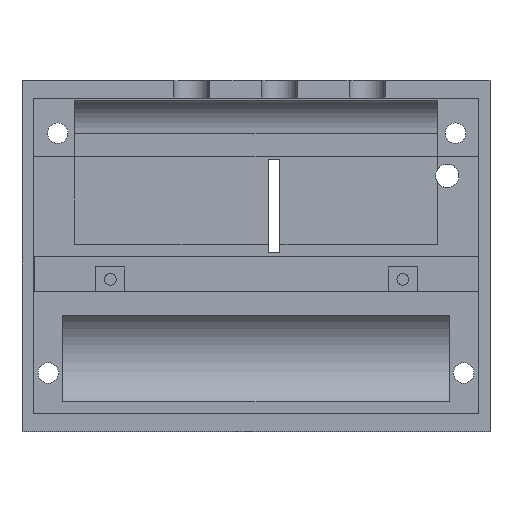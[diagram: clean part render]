
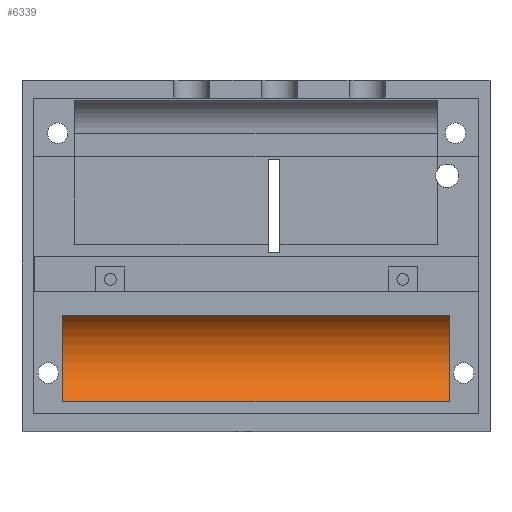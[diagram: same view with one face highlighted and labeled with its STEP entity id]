
A CAD part, top view. The second image highlights one B-rep face of the part: STEP entity #6339.
In plain terms, the highlighted cylindrical face has radius 9.5 mm (diameter 19 mm), a partial arc.
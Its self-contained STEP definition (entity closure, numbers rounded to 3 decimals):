
#2880 = PLANE('',#2881);
#2881 = AXIS2_PLACEMENT_3D('',#2882,#2883,#2884);
#2882 = CARTESIAN_POINT('',(40.,30.,-6.));
#2883 = DIRECTION('',(0.,0.,1.));
#2884 = DIRECTION('',(1.,0.,0.));
#5067 = VERTEX_POINT('',#5068);
#5068 = CARTESIAN_POINT('',(7.,19.865,-6.));
#5069 = VERTEX_POINT('',#5070);
#5070 = CARTESIAN_POINT('',(7.,5.135,-6.));
#5084 = PLANE('',#5085);
#5085 = AXIS2_PLACEMENT_3D('',#5086,#5087,#5088);
#5086 = CARTESIAN_POINT('',(7.,12.5,0.));
#5087 = DIRECTION('',(1.,0.,0.));
#5088 = DIRECTION('',(0.,1.,0.));
#5096 = EDGE_CURVE('',#5067,#5097,#5099,.T.);
#5097 = VERTEX_POINT('',#5098);
#5098 = CARTESIAN_POINT('',(73.,19.865,-6.));
#5099 = SURFACE_CURVE('',#5100,(#5104,#5111),.PCURVE_S1.);
#5100 = LINE('',#5101,#5102);
#5101 = CARTESIAN_POINT('',(73.,19.865,-6.));
#5102 = VECTOR('',#5103,1.);
#5103 = DIRECTION('',(1.,0.,0.));
#5104 = PCURVE('',#2880,#5105);
#5105 = DEFINITIONAL_REPRESENTATION('',(#5106),#5110);
#5106 = LINE('',#5107,#5108);
#5107 = CARTESIAN_POINT('',(33.,-10.135));
#5108 = VECTOR('',#5109,1.);
#5109 = DIRECTION('',(1.,0.));
#5110 = ( GEOMETRIC_REPRESENTATION_CONTEXT(2) 
PARAMETRIC_REPRESENTATION_CONTEXT() REPRESENTATION_CONTEXT('2D SPACE',''
  ) );
#5111 = PCURVE('',#5112,#5117);
#5112 = CYLINDRICAL_SURFACE('',#5113,9.5);
#5113 = AXIS2_PLACEMENT_3D('',#5114,#5115,#5116);
#5114 = CARTESIAN_POINT('',(73.,12.5,0.));
#5115 = DIRECTION('',(1.,0.,0.));
#5116 = DIRECTION('',(0.,1.,0.));
#5117 = DEFINITIONAL_REPRESENTATION('',(#5118),#5122);
#5118 = LINE('',#5119,#5120);
#5119 = CARTESIAN_POINT('',(5.6,0.));
#5120 = VECTOR('',#5121,1.);
#5121 = DIRECTION('',(0.,1.));
#5122 = ( GEOMETRIC_REPRESENTATION_CONTEXT(2) 
PARAMETRIC_REPRESENTATION_CONTEXT() REPRESENTATION_CONTEXT('2D SPACE',''
  ) );
#5125 = VERTEX_POINT('',#5126);
#5126 = CARTESIAN_POINT('',(73.,5.135,-6.));
#5140 = PLANE('',#5141);
#5141 = AXIS2_PLACEMENT_3D('',#5142,#5143,#5144);
#5142 = CARTESIAN_POINT('',(73.,12.5,0.));
#5143 = DIRECTION('',(1.,0.,0.));
#5144 = DIRECTION('',(0.,1.,0.));
#5152 = EDGE_CURVE('',#5069,#5125,#5153,.T.);
#5153 = SURFACE_CURVE('',#5154,(#5158,#5165),.PCURVE_S1.);
#5154 = LINE('',#5155,#5156);
#5155 = CARTESIAN_POINT('',(73.,5.135,-6.));
#5156 = VECTOR('',#5157,1.);
#5157 = DIRECTION('',(1.,0.,0.));
#5158 = PCURVE('',#2880,#5159);
#5159 = DEFINITIONAL_REPRESENTATION('',(#5160),#5164);
#5160 = LINE('',#5161,#5162);
#5161 = CARTESIAN_POINT('',(33.,-24.865));
#5162 = VECTOR('',#5163,1.);
#5163 = DIRECTION('',(1.,0.));
#5164 = ( GEOMETRIC_REPRESENTATION_CONTEXT(2) 
PARAMETRIC_REPRESENTATION_CONTEXT() REPRESENTATION_CONTEXT('2D SPACE',''
  ) );
#5165 = PCURVE('',#5112,#5166);
#5166 = DEFINITIONAL_REPRESENTATION('',(#5167),#5171);
#5167 = LINE('',#5168,#5169);
#5168 = CARTESIAN_POINT('',(3.825,0.));
#5169 = VECTOR('',#5170,1.);
#5170 = DIRECTION('',(0.,1.));
#5171 = ( GEOMETRIC_REPRESENTATION_CONTEXT(2) 
PARAMETRIC_REPRESENTATION_CONTEXT() REPRESENTATION_CONTEXT('2D SPACE',''
  ) );
#6318 = EDGE_CURVE('',#5069,#5067,#6319,.T.);
#6319 = SURFACE_CURVE('',#6320,(#6325,#6332),.PCURVE_S1.);
#6320 = CIRCLE('',#6321,9.5);
#6321 = AXIS2_PLACEMENT_3D('',#6322,#6323,#6324);
#6322 = CARTESIAN_POINT('',(7.,12.5,0.));
#6323 = DIRECTION('',(1.,0.,0.));
#6324 = DIRECTION('',(0.,1.,0.));
#6325 = PCURVE('',#5084,#6326);
#6326 = DEFINITIONAL_REPRESENTATION('',(#6327),#6331);
#6327 = CIRCLE('',#6328,9.5);
#6328 = AXIS2_PLACEMENT_2D('',#6329,#6330);
#6329 = CARTESIAN_POINT('',(0.,0.));
#6330 = DIRECTION('',(1.,0.));
#6331 = ( GEOMETRIC_REPRESENTATION_CONTEXT(2) 
PARAMETRIC_REPRESENTATION_CONTEXT() REPRESENTATION_CONTEXT('2D SPACE',''
  ) );
#6332 = PCURVE('',#5112,#6333);
#6333 = DEFINITIONAL_REPRESENTATION('',(#6334),#6338);
#6334 = LINE('',#6335,#6336);
#6335 = CARTESIAN_POINT('',(0.,-66.));
#6336 = VECTOR('',#6337,1.);
#6337 = DIRECTION('',(1.,0.));
#6338 = ( GEOMETRIC_REPRESENTATION_CONTEXT(2) 
PARAMETRIC_REPRESENTATION_CONTEXT() REPRESENTATION_CONTEXT('2D SPACE',''
  ) );
#6339 = ADVANCED_FACE('',(#6340),#5112,.F.);
#6340 = FACE_BOUND('',#6341,.F.);
#6341 = EDGE_LOOP('',(#6342,#6343,#6365,#6366));
#6342 = ORIENTED_EDGE('',*,*,#5096,.T.);
#6343 = ORIENTED_EDGE('',*,*,#6344,.F.);
#6344 = EDGE_CURVE('',#5125,#5097,#6345,.T.);
#6345 = SURFACE_CURVE('',#6346,(#6351,#6358),.PCURVE_S1.);
#6346 = CIRCLE('',#6347,9.5);
#6347 = AXIS2_PLACEMENT_3D('',#6348,#6349,#6350);
#6348 = CARTESIAN_POINT('',(73.,12.5,0.));
#6349 = DIRECTION('',(1.,0.,0.));
#6350 = DIRECTION('',(0.,1.,0.));
#6351 = PCURVE('',#5112,#6352);
#6352 = DEFINITIONAL_REPRESENTATION('',(#6353),#6357);
#6353 = LINE('',#6354,#6355);
#6354 = CARTESIAN_POINT('',(0.,0.));
#6355 = VECTOR('',#6356,1.);
#6356 = DIRECTION('',(1.,0.));
#6357 = ( GEOMETRIC_REPRESENTATION_CONTEXT(2) 
PARAMETRIC_REPRESENTATION_CONTEXT() REPRESENTATION_CONTEXT('2D SPACE',''
  ) );
#6358 = PCURVE('',#5140,#6359);
#6359 = DEFINITIONAL_REPRESENTATION('',(#6360),#6364);
#6360 = CIRCLE('',#6361,9.5);
#6361 = AXIS2_PLACEMENT_2D('',#6362,#6363);
#6362 = CARTESIAN_POINT('',(0.,0.));
#6363 = DIRECTION('',(1.,0.));
#6364 = ( GEOMETRIC_REPRESENTATION_CONTEXT(2) 
PARAMETRIC_REPRESENTATION_CONTEXT() REPRESENTATION_CONTEXT('2D SPACE',''
  ) );
#6365 = ORIENTED_EDGE('',*,*,#5152,.F.);
#6366 = ORIENTED_EDGE('',*,*,#6318,.T.);
